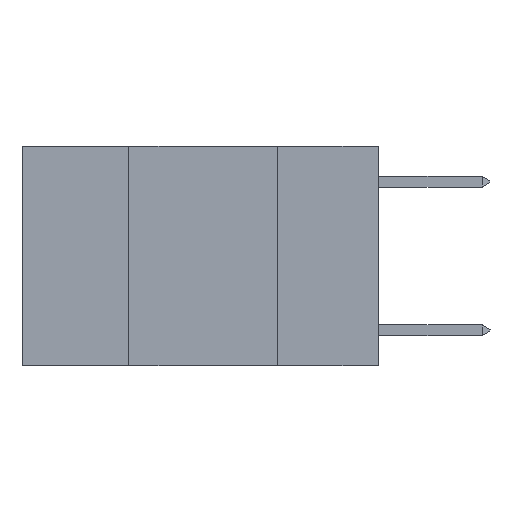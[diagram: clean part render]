
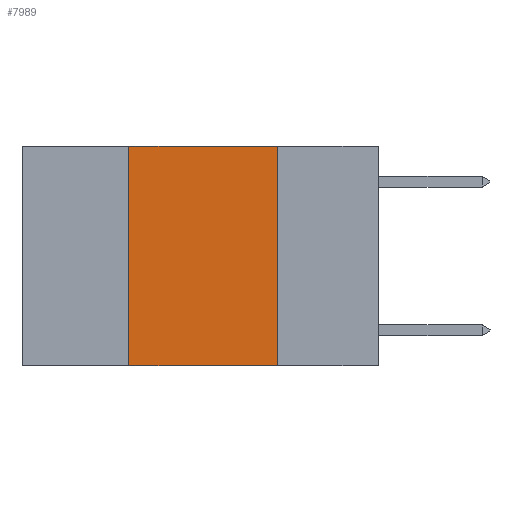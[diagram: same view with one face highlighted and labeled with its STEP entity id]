
A CAD part, left-side view. The second image highlights one B-rep face of the part: STEP entity #7989.
In plain terms, the highlighted planar face has unit normal (-1, 0, 0).
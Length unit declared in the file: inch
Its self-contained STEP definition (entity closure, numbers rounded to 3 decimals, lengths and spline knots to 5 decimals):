
#274 = CARTESIAN_POINT ( 'NONE',  ( 0., 0.6, -0.37 ) ) ;
#317 = CARTESIAN_POINT ( 'NONE',  ( 0., 0.42, -0.37 ) ) ;
#649 = EDGE_CURVE ( 'NONE', #6103, #5729, #12698, .T. ) ;
#1448 = VERTEX_POINT ( 'NONE', #13297 ) ;
#1605 = LINE ( 'NONE', #274, #7965 ) ;
#1724 = PLANE ( 'NONE',  #10948 ) ;
#2250 = DIRECTION ( 'NONE',  ( 0., 0., -1. ) ) ;
#2258 = CARTESIAN_POINT ( 'NONE',  ( 0., 0.17, 0. ) ) ;
#2540 = ORIENTED_EDGE ( 'NONE', *, *, #14075, .F. ) ;
#2906 = FACE_OUTER_BOUND ( 'NONE', #16169, .T. ) ;
#2923 = DIRECTION ( 'NONE',  ( 0., -1., 0. ) ) ;
#3571 = LINE ( 'NONE', #7398, #9052 ) ;
#3675 = DIRECTION ( 'NONE',  ( 0., -1., 0. ) ) ;
#4339 = DIRECTION ( 'NONE',  ( 0., 0., -1. ) ) ;
#5138 = DIRECTION ( 'NONE',  ( 0., 0., 1. ) ) ;
#5729 = VERTEX_POINT ( 'NONE', #7869 ) ;
#5873 = VECTOR ( 'NONE', #5138, 39.37008 ) ;
#6081 = VECTOR ( 'NONE', #2250, 39.37008 ) ;
#6103 = VERTEX_POINT ( 'NONE', #2258 ) ;
#6371 = CARTESIAN_POINT ( 'NONE',  ( 0., 0.42, 0. ) ) ;
#7043 = LINE ( 'NONE', #6371, #5873 ) ;
#7398 = CARTESIAN_POINT ( 'NONE',  ( 0., 0.6, 0. ) ) ;
#7869 = CARTESIAN_POINT ( 'NONE',  ( 0., 0.17, -0.37 ) ) ;
#7965 = VECTOR ( 'NONE', #2923, 39.37008 ) ;
#7989 = ADVANCED_FACE ( 'NONE', ( #2906 ), #1724, .F. ) ;
#8994 = VERTEX_POINT ( 'NONE', #317 ) ;
#9052 = VECTOR ( 'NONE', #3675, 39.37008 ) ;
#10543 = CARTESIAN_POINT ( 'NONE',  ( 0., 0.6, 0. ) ) ;
#10796 = ORIENTED_EDGE ( 'NONE', *, *, #11973, .T. ) ;
#10948 = AXIS2_PLACEMENT_3D ( 'NONE', #10543, #11798, #4339 ) ;
#11798 = DIRECTION ( 'NONE',  ( 1., 0., 0. ) ) ;
#11973 = EDGE_CURVE ( 'NONE', #8994, #5729, #1605, .T. ) ;
#12698 = LINE ( 'NONE', #13392, #6081 ) ;
#13297 = CARTESIAN_POINT ( 'NONE',  ( 0., 0.42, 0. ) ) ;
#13392 = CARTESIAN_POINT ( 'NONE',  ( 0., 0.17, 0. ) ) ;
#14075 = EDGE_CURVE ( 'NONE', #1448, #6103, #3571, .T. ) ;
#14494 = ORIENTED_EDGE ( 'NONE', *, *, #16100, .F. ) ;
#15073 = ORIENTED_EDGE ( 'NONE', *, *, #649, .F. ) ;
#16100 = EDGE_CURVE ( 'NONE', #8994, #1448, #7043, .T. ) ;
#16169 = EDGE_LOOP ( 'NONE', ( #15073, #2540, #14494, #10796 ) ) ;
